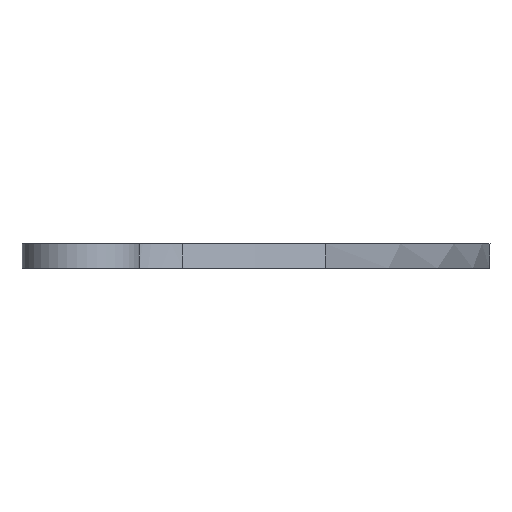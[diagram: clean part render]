
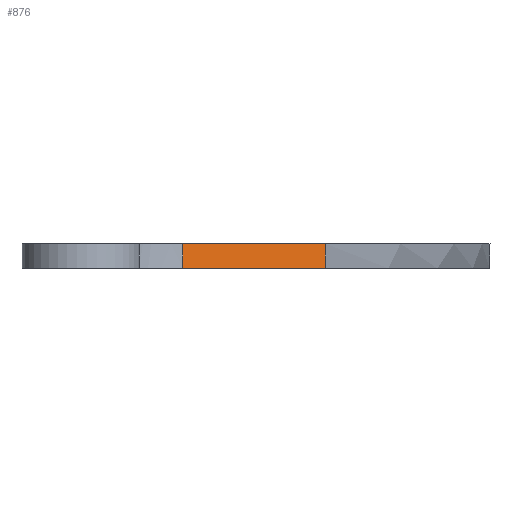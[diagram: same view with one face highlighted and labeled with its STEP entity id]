
A CAD part, left-side view. The second image highlights one B-rep face of the part: STEP entity #876.
In plain terms, the highlighted free-form (B-spline) face has degree [3, 1] with [12, 2] control points.
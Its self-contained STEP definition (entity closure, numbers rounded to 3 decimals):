
#61=B_SPLINE_SURFACE_WITH_KNOTS('',3,1,((#2911,#2912),(#2913,#2914),(#2915,
#2916),(#2917,#2918),(#2919,#2920),(#2921,#2922),(#2923,#2924),(#2925,#2926),
(#2927,#2928),(#2929,#2930),(#2931,#2932),(#2933,#2934)),.UNSPECIFIED.,
 .F.,.F.,.F.,(4,1,1,1,1,1,1,1,1,4),(2,2),(0.,1.917,3.834,
7.667,11.334,15.,16.212,17.423,
18.325,19.227),(0.,1.081),.UNSPECIFIED.);
#70=B_SPLINE_CURVE_WITH_KNOTS('',3,(#1341,#1342,#1343,#1344,#1345,#1346),
 .UNSPECIFIED.,.F.,.F.,(4,1,1,4),(-12.523,-12.416,-11.488,
-9.311),.UNSPECIFIED.);
#84=B_SPLINE_CURVE_WITH_KNOTS('',3,(#2620,#2621,#2622,#2623,#2624,#2625),
 .UNSPECIFIED.,.F.,.F.,(4,1,1,4),(-8.626,-5.158,-3.679,
-3.508),.UNSPECIFIED.);
#140=FACE_OUTER_BOUND('',#199,.T.);
#199=EDGE_LOOP('',(#794,#795,#796,#797));
#243=LINE('',#2730,#301);
#250=LINE('',#2828,#308);
#301=VECTOR('',#1019,10.);
#308=VECTOR('',#1028,10.);
#370=VERTEX_POINT('',#1224);
#371=VERTEX_POINT('',#1340);
#417=VERTEX_POINT('',#2603);
#418=VERTEX_POINT('',#2619);
#459=EDGE_CURVE('',#371,#370,#70,.T.);
#521=EDGE_CURVE('',#418,#417,#84,.T.);
#541=EDGE_CURVE('',#417,#371,#243,.T.);
#548=EDGE_CURVE('',#370,#418,#250,.T.);
#794=ORIENTED_EDGE('',*,*,#541,.T.);
#795=ORIENTED_EDGE('',*,*,#459,.T.);
#796=ORIENTED_EDGE('',*,*,#548,.T.);
#797=ORIENTED_EDGE('',*,*,#521,.T.);
#876=ADVANCED_FACE('',(#140),#61,.T.);
#1019=DIRECTION('',(0.,0.,-1.));
#1028=DIRECTION('',(0.,0.,1.));
#1224=CARTESIAN_POINT('',(92.086,56.255,0.));
#1340=CARTESIAN_POINT('',(70.883,92.557,0.));
#1341=CARTESIAN_POINT('Ctrl Pts',(70.883,92.557,0.));
#1342=CARTESIAN_POINT('Ctrl Pts',(71.152,92.108,0.));
#1343=CARTESIAN_POINT('Ctrl Pts',(73.68,87.791,0.));
#1344=CARTESIAN_POINT('Ctrl Pts',(79.978,76.243,0.));
#1345=CARTESIAN_POINT('Ctrl Pts',(86.364,63.8,0.));
#1346=CARTESIAN_POINT('Ctrl Pts',(92.086,56.255,0.));
#2603=CARTESIAN_POINT('',(70.883,92.557,6.3));
#2619=CARTESIAN_POINT('',(92.086,56.255,6.3));
#2620=CARTESIAN_POINT('Ctrl Pts',(92.086,56.255,6.3));
#2621=CARTESIAN_POINT('Ctrl Pts',(86.364,63.8,6.3));
#2622=CARTESIAN_POINT('Ctrl Pts',(79.978,76.243,6.3));
#2623=CARTESIAN_POINT('Ctrl Pts',(73.68,87.791,6.3));
#2624=CARTESIAN_POINT('Ctrl Pts',(71.152,92.108,6.3));
#2625=CARTESIAN_POINT('Ctrl Pts',(70.883,92.557,6.3));
#2730=CARTESIAN_POINT('',(70.883,92.557,6.3));
#2828=CARTESIAN_POINT('',(92.086,56.255,6.3));
#2911=CARTESIAN_POINT('Ctrl Pts',(199.023,2.631,7.656));
#2912=CARTESIAN_POINT('Ctrl Pts',(199.023,2.631,-3.159));
#2913=CARTESIAN_POINT('Ctrl Pts',(193.159,1.671,7.656));
#2914=CARTESIAN_POINT('Ctrl Pts',(193.159,1.671,-3.159));
#2915=CARTESIAN_POINT('Ctrl Pts',(179.917,6.799,7.656));
#2916=CARTESIAN_POINT('Ctrl Pts',(179.917,6.799,-3.159));
#2917=CARTESIAN_POINT('Ctrl Pts',(156.362,14.75,7.656));
#2918=CARTESIAN_POINT('Ctrl Pts',(156.362,14.75,-3.159));
#2919=CARTESIAN_POINT('Ctrl Pts',(128.403,29.484,7.656));
#2920=CARTESIAN_POINT('Ctrl Pts',(128.403,29.484,-3.159));
#2921=CARTESIAN_POINT('Ctrl Pts',(94.807,47.192,7.656));
#2922=CARTESIAN_POINT('Ctrl Pts',(94.807,47.192,-3.159));
#2923=CARTESIAN_POINT('Ctrl Pts',(81.216,73.973,7.656));
#2924=CARTESIAN_POINT('Ctrl Pts',(81.216,73.973,-3.159));
#2925=CARTESIAN_POINT('Ctrl Pts',(72.072,90.739,7.656));
#2926=CARTESIAN_POINT('Ctrl Pts',(72.072,90.739,-3.159));
#2927=CARTESIAN_POINT('Ctrl Pts',(64.89,102.508,7.656));
#2928=CARTESIAN_POINT('Ctrl Pts',(64.89,102.508,-3.159));
#2929=CARTESIAN_POINT('Ctrl Pts',(55.439,97.45,7.656));
#2930=CARTESIAN_POINT('Ctrl Pts',(55.439,97.45,-3.159));
#2931=CARTESIAN_POINT('Ctrl Pts',(49.242,95.426,7.656));
#2932=CARTESIAN_POINT('Ctrl Pts',(49.242,95.426,-3.159));
#2933=CARTESIAN_POINT('Ctrl Pts',(47.018,93.894,7.656));
#2934=CARTESIAN_POINT('Ctrl Pts',(47.018,93.894,-3.159));
